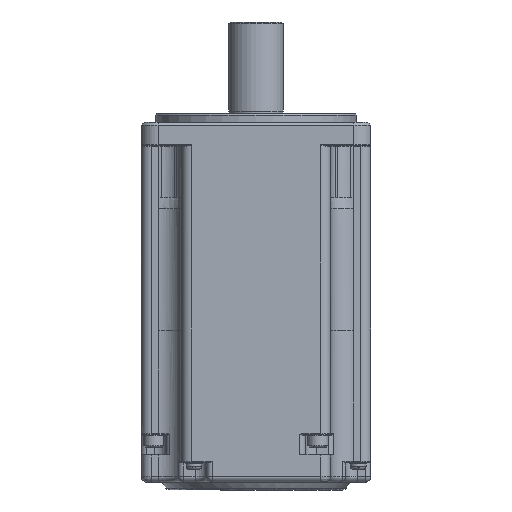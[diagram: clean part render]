
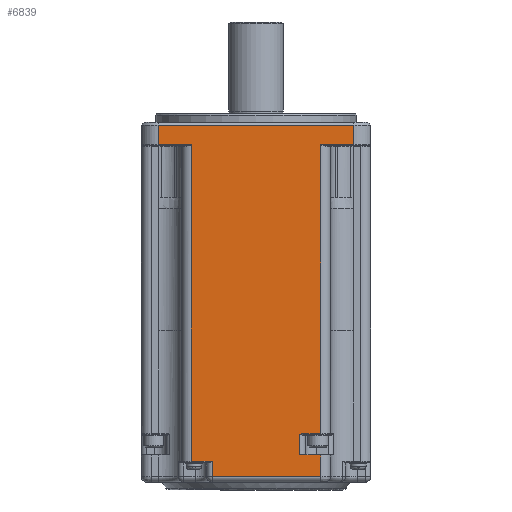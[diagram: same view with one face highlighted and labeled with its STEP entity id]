
A CAD part, front view. The second image highlights one B-rep face of the part: STEP entity #6839.
In plain terms, the highlighted planar face has unit normal (0, -1, 0).
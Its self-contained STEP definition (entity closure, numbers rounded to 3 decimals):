
#3393=CARTESIAN_POINT('',(-34.,-40.,-10.7));
#3394=VERTEX_POINT('',#3393);
#3402=CARTESIAN_POINT('',(-34.,-40.,-4.));
#3403=VERTEX_POINT('',#3402);
#3404=CARTESIAN_POINT('',(-34.,-40.,-10.7));
#3405=DIRECTION('',(0.,0.,1.));
#3406=VECTOR('',#3405,6.7);
#3407=LINE('',#3404,#3406);
#3408=EDGE_CURVE('',#3394,#3403,#3407,.T.);
#3920=CARTESIAN_POINT('',(34.,-40.,-4.));
#3921=VERTEX_POINT('',#3920);
#3922=CARTESIAN_POINT('',(-34.,-40.,-4.));
#3923=DIRECTION('',(1.,0.,0.));
#3924=VECTOR('',#3923,68.);
#3925=LINE('',#3922,#3924);
#3926=EDGE_CURVE('',#3403,#3921,#3925,.T.);
#4134=CARTESIAN_POINT('',(34.,-40.,-10.7));
#4135=VERTEX_POINT('',#4134);
#4145=CARTESIAN_POINT('',(34.,-40.,-4.));
#4146=DIRECTION('',(0.,0.,-1.));
#4147=VECTOR('',#4146,6.7);
#4148=LINE('',#4145,#4147);
#4149=EDGE_CURVE('',#3921,#4135,#4148,.T.);
#6146=CARTESIAN_POINT('',(22.5,-40.,-126.3));
#6147=VERTEX_POINT('',#6146);
#6172=CARTESIAN_POINT('',(-15.2,-40.,-126.3));
#6173=VERTEX_POINT('',#6172);
#6183=CARTESIAN_POINT('',(22.5,-40.,-126.3));
#6184=DIRECTION('',(-1.,0.,0.));
#6185=VECTOR('',#6184,37.7);
#6186=LINE('',#6183,#6185);
#6187=EDGE_CURVE('',#6147,#6173,#6186,.T.);
#6738=CARTESIAN_POINT('',(3.05,-40.,-65.15));
#6739=DIRECTION('',(0.,0.,1.));
#6740=DIRECTION('',(0.,-1.,0.));
#6741=AXIS2_PLACEMENT_3D('',#6738,#6740,#6739);
#6742=PLANE('',#6741);
#6743=CARTESIAN_POINT('',(22.5,-40.,-10.7));
#6744=VERTEX_POINT('',#6743);
#6745=CARTESIAN_POINT('',(22.5,-40.,-10.7));
#6746=DIRECTION('',(1.,0.,0.));
#6747=VECTOR('',#6746,11.5);
#6748=LINE('',#6745,#6747);
#6749=EDGE_CURVE('',#6744,#4135,#6748,.T.);
#6750=ORIENTED_EDGE('',*,*,#6749,.T.);
#6751=ORIENTED_EDGE('',*,*,#4149,.F.);
#6752=ORIENTED_EDGE('',*,*,#3926,.F.);
#6753=ORIENTED_EDGE('',*,*,#3408,.F.);
#6754=CARTESIAN_POINT('',(-22.5,-40.,-10.7));
#6755=VERTEX_POINT('',#6754);
#6756=CARTESIAN_POINT('',(-34.,-40.,-10.7));
#6757=DIRECTION('',(1.,0.,0.));
#6758=VECTOR('',#6757,11.5);
#6759=LINE('',#6756,#6758);
#6760=EDGE_CURVE('',#3394,#6755,#6759,.T.);
#6761=ORIENTED_EDGE('',*,*,#6760,.T.);
#6762=CARTESIAN_POINT('',(-22.5,-40.,-121.));
#6763=VERTEX_POINT('',#6762);
#6764=CARTESIAN_POINT('',(-22.5,-40.,-10.7));
#6765=DIRECTION('',(0.,0.,-1.));
#6766=VECTOR('',#6765,110.3);
#6767=LINE('',#6764,#6766);
#6768=EDGE_CURVE('',#6755,#6763,#6767,.T.);
#6769=ORIENTED_EDGE('',*,*,#6768,.T.);
#6770=CARTESIAN_POINT('',(-15.2,-40.,-121.));
#6771=VERTEX_POINT('',#6770);
#6772=CARTESIAN_POINT('',(-22.5,-40.,-121.));
#6773=DIRECTION('',(1.,0.,0.));
#6774=VECTOR('',#6773,7.3);
#6775=LINE('',#6772,#6774);
#6776=EDGE_CURVE('',#6763,#6771,#6775,.T.);
#6777=ORIENTED_EDGE('',*,*,#6776,.T.);
#6778=CARTESIAN_POINT('',(-15.2,-40.,-121.));
#6779=DIRECTION('',(0.,0.,-1.));
#6780=VECTOR('',#6779,5.3);
#6781=LINE('',#6778,#6780);
#6782=EDGE_CURVE('',#6771,#6173,#6781,.T.);
#6783=ORIENTED_EDGE('',*,*,#6782,.T.);
#6784=ORIENTED_EDGE('',*,*,#6187,.F.);
#6785=CARTESIAN_POINT('',(22.5,-40.,-118.8));
#6786=VERTEX_POINT('',#6785);
#6787=CARTESIAN_POINT('',(22.5,-40.,-126.3));
#6788=DIRECTION('',(0.,0.,1.));
#6789=VECTOR('',#6788,7.5);
#6790=LINE('',#6787,#6789);
#6791=EDGE_CURVE('',#6147,#6786,#6790,.T.);
#6792=ORIENTED_EDGE('',*,*,#6791,.T.);
#6793=CARTESIAN_POINT('',(15.2,-40.,-118.8));
#6794=VERTEX_POINT('',#6793);
#6795=CARTESIAN_POINT('',(22.5,-40.,-118.8));
#6796=DIRECTION('',(-1.,0.,0.));
#6797=VECTOR('',#6796,7.3);
#6798=LINE('',#6795,#6797);
#6799=EDGE_CURVE('',#6786,#6794,#6798,.T.);
#6800=ORIENTED_EDGE('',*,*,#6799,.T.);
#6801=CARTESIAN_POINT('',(15.2,-40.,-111.6));
#6802=VERTEX_POINT('',#6801);
#6803=CARTESIAN_POINT('',(15.2,-40.,-118.8));
#6804=DIRECTION('',(0.,0.,1.));
#6805=VECTOR('',#6804,7.2);
#6806=LINE('',#6803,#6805);
#6807=EDGE_CURVE('',#6794,#6802,#6806,.T.);
#6808=ORIENTED_EDGE('',*,*,#6807,.T.);
#6809=CARTESIAN_POINT('',(16.615,-40.,-111.35));
#6810=VERTEX_POINT('',#6809);
#6811=CARTESIAN_POINT('',(15.2,-40.,-111.6));
#6812=CARTESIAN_POINT('',(15.247,-40.,-111.574));
#6813=CARTESIAN_POINT('',(15.395,-40.,-111.531));
#6814=CARTESIAN_POINT('',(15.718,-40.,-111.466));
#6815=CARTESIAN_POINT('',(15.953,-40.,-111.428));
#6816=CARTESIAN_POINT('',(16.2,-40.,-111.392));
#6817=CARTESIAN_POINT('',(16.43,-40.,-111.363));
#6818=CARTESIAN_POINT('',(16.572,-40.,-111.351));
#6819=CARTESIAN_POINT('',(16.615,-40.,-111.35));
#6820=B_SPLINE_CURVE_WITH_KNOTS('',3,(#6811,#6812,#6813,#6814,#6815,#6816,#6817,#6818,#6819),.UNSPECIFIED.,.F.,.U.,(4,1,1,1,1,1,4),(0.,0.25,0.375,0.583,0.625,0.792,1.),.UNSPECIFIED.);
#6821=EDGE_CURVE('',#6802,#6810,#6820,.T.);
#6822=ORIENTED_EDGE('',*,*,#6821,.T.);
#6823=CARTESIAN_POINT('',(22.5,-40.,-111.35));
#6824=VERTEX_POINT('',#6823);
#6825=CARTESIAN_POINT('',(16.615,-40.,-111.35));
#6826=DIRECTION('',(1.,0.,0.));
#6827=VECTOR('',#6826,5.885);
#6828=LINE('',#6825,#6827);
#6829=EDGE_CURVE('',#6810,#6824,#6828,.T.);
#6830=ORIENTED_EDGE('',*,*,#6829,.T.);
#6831=CARTESIAN_POINT('',(22.5,-40.,-111.35));
#6832=DIRECTION('',(0.,0.,1.));
#6833=VECTOR('',#6832,100.65);
#6834=LINE('',#6831,#6833);
#6835=EDGE_CURVE('',#6824,#6744,#6834,.T.);
#6836=ORIENTED_EDGE('',*,*,#6835,.T.);
#6837=EDGE_LOOP('',(#6750,#6751,#6752,#6753,#6761,#6769,#6777,#6783,#6784,#6792,#6800,#6808,#6822,#6830,#6836));
#6838=FACE_OUTER_BOUND('',#6837,.T.);
#6839=ADVANCED_FACE('',(#6838),#6742,.T.);
